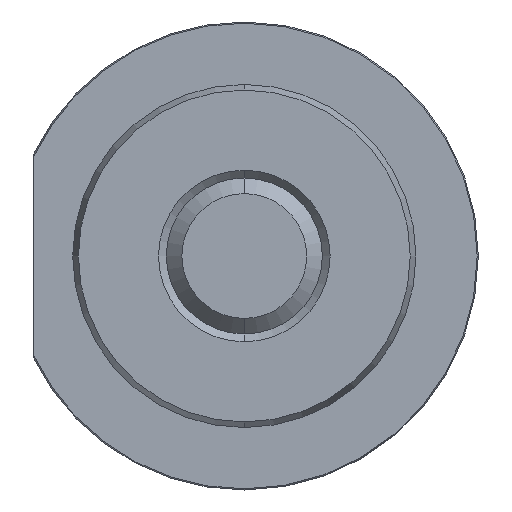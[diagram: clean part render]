
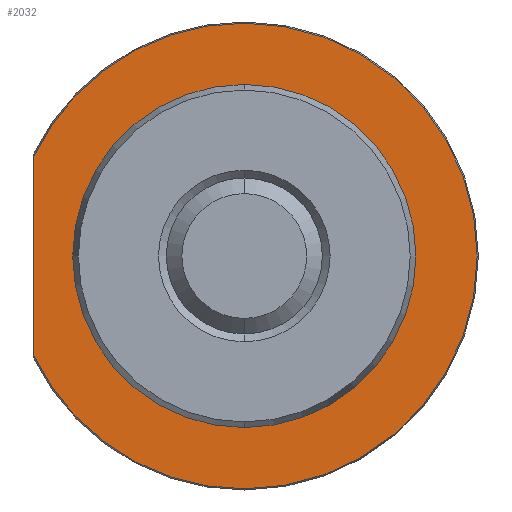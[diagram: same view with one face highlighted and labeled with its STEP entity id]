
A CAD part, left-side view. The second image highlights one B-rep face of the part: STEP entity #2032.
In plain terms, the highlighted planar face has unit normal (-1, 0, 0).
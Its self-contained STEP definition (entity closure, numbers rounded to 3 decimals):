
#200 = FACE_OUTER_BOUND ( 'NONE', #1483, .T. ) ;
#204 = FACE_BOUND ( 'NONE', #1794, .T. ) ;
#301 = CIRCLE ( 'NONE', #2687, 14.927 ) ;
#304 = CIRCLE ( 'NONE', #2826, 14.927 ) ;
#346 = CIRCLE ( 'NONE', #2820, 11. ) ;
#353 = LINE ( 'NONE', #671, #354 ) ;
#354 = VECTOR ( 'NONE', #672, 1000. ) ;
#360 = CIRCLE ( 'NONE', #2850, 11. ) ;
#365 = CIRCLE ( 'NONE', #2559, 14.927 ) ;
#581 = CARTESIAN_POINT ( 'NONE',  ( 22., 0., 0. ) ) ;
#582 = DIRECTION ( 'NONE',  ( -1., 0., 0. ) ) ;
#583 = DIRECTION ( 'NONE',  ( 0., 0., -1. ) ) ;
#585 = CARTESIAN_POINT ( 'NONE',  ( 22., 0., 0. ) ) ;
#587 = DIRECTION ( 'NONE',  ( -1., 0., 0. ) ) ;
#588 = DIRECTION ( 'NONE',  ( 0., 0., -1. ) ) ;
#636 = CARTESIAN_POINT ( 'NONE',  ( 22., 0., 0. ) ) ;
#654 = DIRECTION ( 'NONE',  ( -1., 0., 0. ) ) ;
#655 = DIRECTION ( 'NONE',  ( 0., 0., 1. ) ) ;
#671 = CARTESIAN_POINT ( 'NONE',  ( 22., 13.5, 0. ) ) ;
#672 = DIRECTION ( 'NONE',  ( 0., 0., -1. ) ) ;
#682 = CARTESIAN_POINT ( 'NONE',  ( 22., 0., 0. ) ) ;
#689 = DIRECTION ( 'NONE',  ( -1., 0., 0. ) ) ;
#690 = DIRECTION ( 'NONE',  ( 0., 0., 1. ) ) ;
#694 = CARTESIAN_POINT ( 'NONE',  ( 22., 0., 0. ) ) ;
#701 = DIRECTION ( 'NONE',  ( -1., 0., 0. ) ) ;
#702 = DIRECTION ( 'NONE',  ( 0., 0., -1. ) ) ;
#1201 = PLANE ( 'NONE',  #2634 ) ;
#1202 = DIRECTION ( 'NONE',  ( 1., 0., 0. ) ) ;
#1210 = DIRECTION ( 'NONE',  ( 0., 0., -1. ) ) ;
#1228 = CARTESIAN_POINT ( 'NONE',  ( 22., 11., 0. ) ) ;
#1276 = CARTESIAN_POINT ( 'NONE',  ( 22., 13.5, -6.37 ) ) ;
#1282 = CARTESIAN_POINT ( 'NONE',  ( 22., 0., -11. ) ) ;
#1283 = CARTESIAN_POINT ( 'NONE',  ( 22., 0., 11. ) ) ;
#1287 = CARTESIAN_POINT ( 'NONE',  ( 22., 0., -14.927 ) ) ;
#1378 = CARTESIAN_POINT ( 'NONE',  ( 22., 13.5, 6.37 ) ) ;
#1404 = CARTESIAN_POINT ( 'NONE',  ( 22., 0., 14.927 ) ) ;
#1483 = EDGE_LOOP ( 'NONE', ( #1825, #1495, #1517, #1520 ) ) ;
#1495 = ORIENTED_EDGE ( 'NONE', *, *, #2603, .T. ) ;
#1514 = ORIENTED_EDGE ( 'NONE', *, *, #2646, .F. ) ;
#1515 = ORIENTED_EDGE ( 'NONE', *, *, #2665, .F. ) ;
#1517 = ORIENTED_EDGE ( 'NONE', *, *, #2606, .T. ) ;
#1520 = ORIENTED_EDGE ( 'NONE', *, *, #2654, .T. ) ;
#1794 = EDGE_LOOP ( 'NONE', ( #1514, #1515 ) ) ;
#1825 = ORIENTED_EDGE ( 'NONE', *, *, #2670, .T. ) ;
#2032 = ADVANCED_FACE ( 'NONE', ( #200, #204 ), #1201, .F. ) ;
#2177 = VERTEX_POINT ( 'NONE', #1276 ) ;
#2183 = VERTEX_POINT ( 'NONE', #1282 ) ;
#2185 = VERTEX_POINT ( 'NONE', #1283 ) ;
#2191 = VERTEX_POINT ( 'NONE', #1287 ) ;
#2204 = VERTEX_POINT ( 'NONE', #1404 ) ;
#2331 = VERTEX_POINT ( 'NONE', #1378 ) ;
#2559 = AXIS2_PLACEMENT_3D ( 'NONE', #694, #701, #702 ) ;
#2603 = EDGE_CURVE ( 'NONE', #2191, #2204, #301, .T. ) ;
#2606 = EDGE_CURVE ( 'NONE', #2204, #2331, #304, .T. ) ;
#2634 = AXIS2_PLACEMENT_3D ( 'NONE', #1228, #1202, #1210 ) ;
#2646 = EDGE_CURVE ( 'NONE', #2185, #2183, #346, .T. ) ;
#2654 = EDGE_CURVE ( 'NONE', #2331, #2177, #353, .T. ) ;
#2665 = EDGE_CURVE ( 'NONE', #2183, #2185, #360, .T. ) ;
#2670 = EDGE_CURVE ( 'NONE', #2177, #2191, #365, .T. ) ;
#2687 = AXIS2_PLACEMENT_3D ( 'NONE', #581, #582, #583 ) ;
#2820 = AXIS2_PLACEMENT_3D ( 'NONE', #636, #654, #655 ) ;
#2826 = AXIS2_PLACEMENT_3D ( 'NONE', #585, #587, #588 ) ;
#2850 = AXIS2_PLACEMENT_3D ( 'NONE', #682, #689, #690 ) ;
